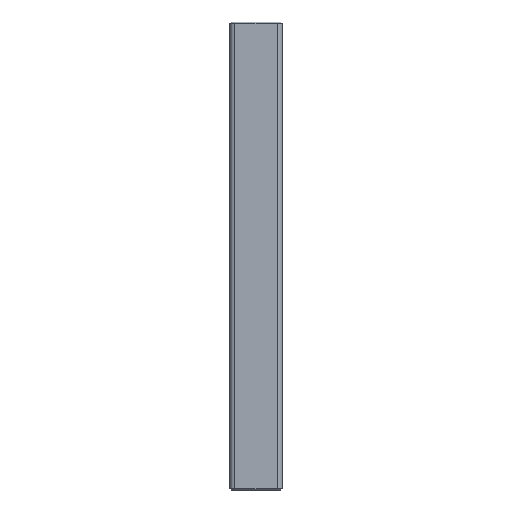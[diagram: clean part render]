
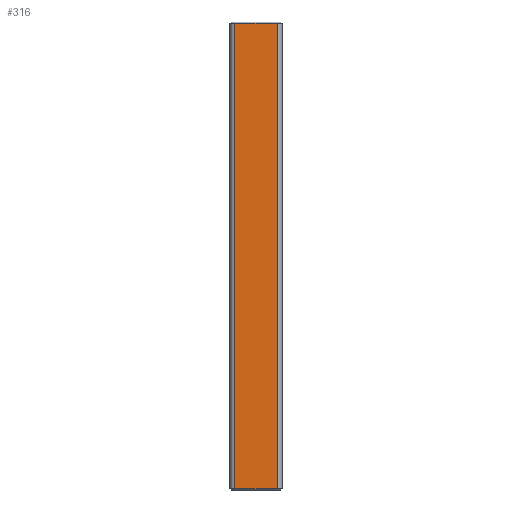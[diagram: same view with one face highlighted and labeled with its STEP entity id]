
A CAD part, front view. The second image highlights one B-rep face of the part: STEP entity #316.
In plain terms, the highlighted planar face has unit normal (0, -1, 0).
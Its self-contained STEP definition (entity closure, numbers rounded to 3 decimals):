
#110 = VERTEX_POINT('',#111);
#111 = CARTESIAN_POINT('',(-8.,-10.,88.5));
#118 = EDGE_CURVE('',#119,#110,#121,.T.);
#119 = VERTEX_POINT('',#120);
#120 = CARTESIAN_POINT('',(-8.,-10.,-88.5));
#121 = LINE('',#122,#123);
#122 = CARTESIAN_POINT('',(-8.,-10.,-89.));
#123 = VECTOR('',#124,1.);
#124 = DIRECTION('',(0.,0.,1.));
#316 = ADVANCED_FACE('',(#317),#342,.T.);
#317 = FACE_BOUND('',#318,.T.);
#318 = EDGE_LOOP('',(#319,#329,#335,#336));
#319 = ORIENTED_EDGE('',*,*,#320,.T.);
#320 = EDGE_CURVE('',#321,#323,#325,.T.);
#321 = VERTEX_POINT('',#322);
#322 = CARTESIAN_POINT('',(8.,-10.,-88.5));
#323 = VERTEX_POINT('',#324);
#324 = CARTESIAN_POINT('',(8.,-10.,88.5));
#325 = LINE('',#326,#327);
#326 = CARTESIAN_POINT('',(8.,-10.,-89.));
#327 = VECTOR('',#328,1.);
#328 = DIRECTION('',(0.,0.,1.));
#329 = ORIENTED_EDGE('',*,*,#330,.F.);
#330 = EDGE_CURVE('',#110,#323,#331,.T.);
#331 = LINE('',#332,#333);
#332 = CARTESIAN_POINT('',(-8.,-10.,88.5));
#333 = VECTOR('',#334,1.);
#334 = DIRECTION('',(1.,0.,0.));
#335 = ORIENTED_EDGE('',*,*,#118,.F.);
#336 = ORIENTED_EDGE('',*,*,#337,.T.);
#337 = EDGE_CURVE('',#119,#321,#338,.T.);
#338 = LINE('',#339,#340);
#339 = CARTESIAN_POINT('',(-8.,-10.,-88.5));
#340 = VECTOR('',#341,1.);
#341 = DIRECTION('',(1.,0.,0.));
#342 = PLANE('',#343);
#343 = AXIS2_PLACEMENT_3D('',#344,#345,#346);
#344 = CARTESIAN_POINT('',(8.,-10.,-89.));
#345 = DIRECTION('',(0.,-1.,0.));
#346 = DIRECTION('',(-1.,0.,0.));
